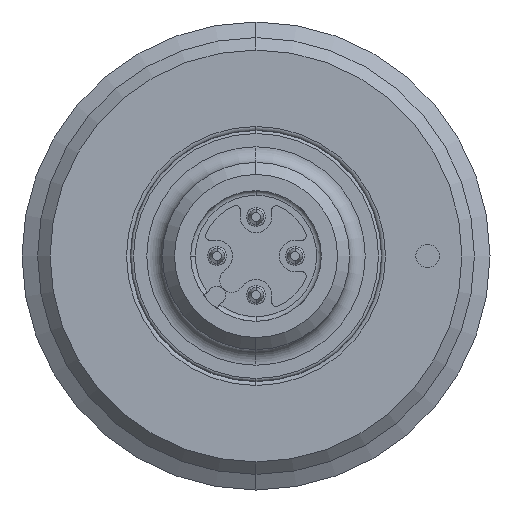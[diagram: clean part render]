
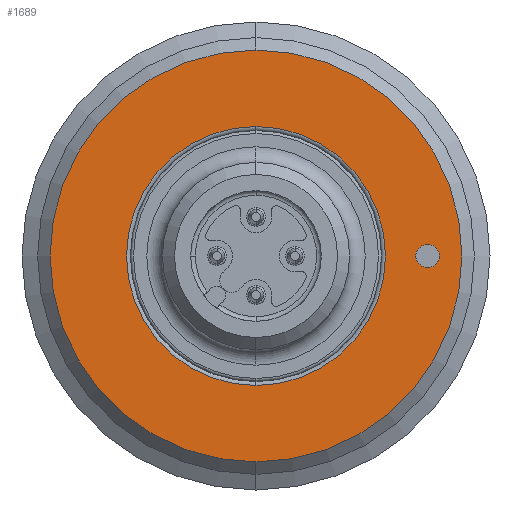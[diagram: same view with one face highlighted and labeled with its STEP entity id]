
A CAD part, left-side view. The second image highlights one B-rep face of the part: STEP entity #1689.
In plain terms, the highlighted planar face has unit normal (-1, 0, 0).
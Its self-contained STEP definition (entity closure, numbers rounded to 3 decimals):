
#86 = CIRCLE ( 'NONE', #5404, 0.75 ) ;
#374 = ORIENTED_EDGE ( 'NONE', *, *, #7859, .F. ) ;
#429 = AXIS2_PLACEMENT_3D ( 'NONE', #1314, #6456, #7860 ) ;
#747 = CARTESIAN_POINT ( 'NONE',  ( -66.5, 0., 0. ) ) ;
#790 = VERTEX_POINT ( 'NONE', #8959 ) ;
#1004 = AXIS2_PLACEMENT_3D ( 'NONE', #4516, #3104, #2384 ) ;
#1080 = DIRECTION ( 'NONE',  ( 0., 0., -1. ) ) ;
#1086 = EDGE_CURVE ( 'NONE', #8687, #790, #1924, .T. ) ;
#1125 = ORIENTED_EDGE ( 'NONE', *, *, #3844, .T. ) ;
#1126 = DIRECTION ( 'NONE',  ( 1., 0., 0. ) ) ;
#1201 = CIRCLE ( 'NONE', #429, 0.75 ) ;
#1310 = DIRECTION ( 'NONE',  ( 1., 0., 0. ) ) ;
#1314 = CARTESIAN_POINT ( 'NONE',  ( -66.5, -11., 0. ) ) ;
#1315 = EDGE_CURVE ( 'NONE', #2664, #7779, #86, .T. ) ;
#1375 = EDGE_LOOP ( 'NONE', ( #1125, #7334 ) ) ;
#1508 = DIRECTION ( 'NONE',  ( 0., 0., -1. ) ) ;
#1623 = PLANE ( 'NONE',  #1004 ) ;
#1689 = ADVANCED_FACE ( 'NONE', ( #8120, #6710, #3820 ), #1623, .F. ) ;
#1766 = AXIS2_PLACEMENT_3D ( 'NONE', #747, #5178, #8070 ) ;
#1889 = CARTESIAN_POINT ( 'NONE',  ( -66.5, 0., 8.3 ) ) ;
#1924 = CIRCLE ( 'NONE', #1766, 13.2 ) ;
#1939 = DIRECTION ( 'NONE',  ( -1., 0., 0. ) ) ;
#1999 = CARTESIAN_POINT ( 'NONE',  ( -66.5, -11., -0.75 ) ) ;
#2384 = DIRECTION ( 'NONE',  ( 0., 0., -1. ) ) ;
#2559 = CIRCLE ( 'NONE', #7267, 8.3 ) ;
#2664 = VERTEX_POINT ( 'NONE', #1999 ) ;
#2949 = AXIS2_PLACEMENT_3D ( 'NONE', #3456, #1310, #3513 ) ;
#3104 = DIRECTION ( 'NONE',  ( 1., 0., 0. ) ) ;
#3448 = ORIENTED_EDGE ( 'NONE', *, *, #1315, .F. ) ;
#3456 = CARTESIAN_POINT ( 'NONE',  ( -66.5, 0., 0. ) ) ;
#3513 = DIRECTION ( 'NONE',  ( 0., 0., -1. ) ) ;
#3521 = DIRECTION ( 'NONE',  ( 0., 0., 1. ) ) ;
#3656 = CARTESIAN_POINT ( 'NONE',  ( -66.5, 0., -8.3 ) ) ;
#3820 = FACE_BOUND ( 'NONE', #1375, .T. ) ;
#3844 = EDGE_CURVE ( 'NONE', #7806, #7635, #2559, .T. ) ;
#4127 = CARTESIAN_POINT ( 'NONE',  ( -66.5, -11., 0. ) ) ;
#4417 = CIRCLE ( 'NONE', #4707, 8.3 ) ;
#4451 = DIRECTION ( 'NONE',  ( 1., 0., 0. ) ) ;
#4516 = CARTESIAN_POINT ( 'NONE',  ( -66.5, 13.2, 0. ) ) ;
#4707 = AXIS2_PLACEMENT_3D ( 'NONE', #8537, #4451, #1508 ) ;
#4921 = EDGE_LOOP ( 'NONE', ( #374, #3448 ) ) ;
#5136 = CARTESIAN_POINT ( 'NONE',  ( -66.5, 0., 13.2 ) ) ;
#5178 = DIRECTION ( 'NONE',  ( 1., 0., 0. ) ) ;
#5404 = AXIS2_PLACEMENT_3D ( 'NONE', #4127, #1939, #3521 ) ;
#5466 = ORIENTED_EDGE ( 'NONE', *, *, #1086, .F. ) ;
#6456 = DIRECTION ( 'NONE',  ( -1., 0., 0. ) ) ;
#6710 = FACE_OUTER_BOUND ( 'NONE', #9380, .T. ) ;
#6762 = EDGE_CURVE ( 'NONE', #790, #8687, #7027, .T. ) ;
#7027 = CIRCLE ( 'NONE', #2949, 13.2 ) ;
#7248 = CARTESIAN_POINT ( 'NONE',  ( -66.5, -11., 0.75 ) ) ;
#7267 = AXIS2_PLACEMENT_3D ( 'NONE', #8293, #1126, #1080 ) ;
#7334 = ORIENTED_EDGE ( 'NONE', *, *, #9002, .T. ) ;
#7635 = VERTEX_POINT ( 'NONE', #1889 ) ;
#7675 = ORIENTED_EDGE ( 'NONE', *, *, #6762, .F. ) ;
#7779 = VERTEX_POINT ( 'NONE', #7248 ) ;
#7806 = VERTEX_POINT ( 'NONE', #3656 ) ;
#7859 = EDGE_CURVE ( 'NONE', #7779, #2664, #1201, .T. ) ;
#7860 = DIRECTION ( 'NONE',  ( 0., 0., 1. ) ) ;
#8070 = DIRECTION ( 'NONE',  ( 0., 0., -1. ) ) ;
#8120 = FACE_BOUND ( 'NONE', #4921, .T. ) ;
#8293 = CARTESIAN_POINT ( 'NONE',  ( -66.5, 0., 0. ) ) ;
#8537 = CARTESIAN_POINT ( 'NONE',  ( -66.5, 0., 0. ) ) ;
#8687 = VERTEX_POINT ( 'NONE', #5136 ) ;
#8959 = CARTESIAN_POINT ( 'NONE',  ( -66.5, 0., -13.2 ) ) ;
#9002 = EDGE_CURVE ( 'NONE', #7635, #7806, #4417, .T. ) ;
#9380 = EDGE_LOOP ( 'NONE', ( #7675, #5466 ) ) ;
